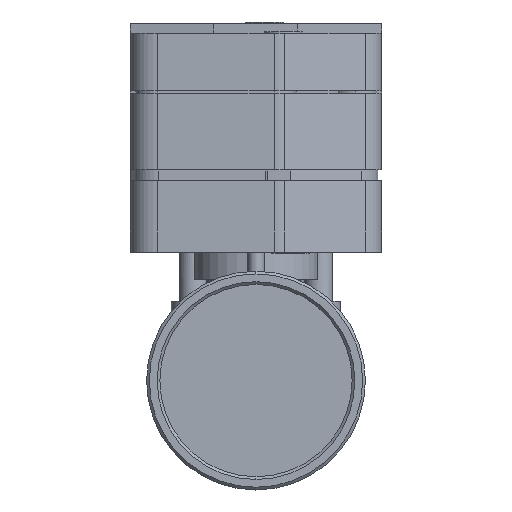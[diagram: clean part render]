
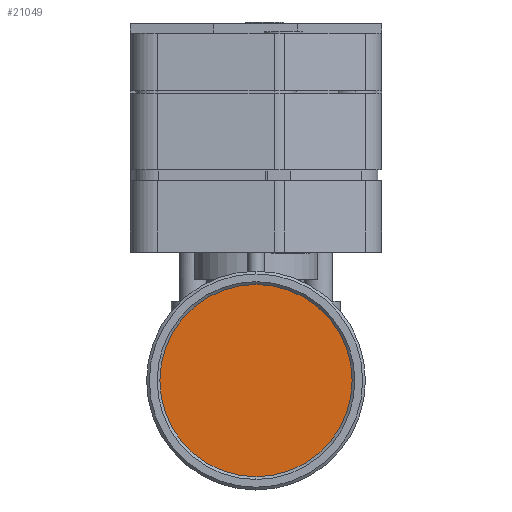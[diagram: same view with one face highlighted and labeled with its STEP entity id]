
A CAD part, left-side view. The second image highlights one B-rep face of the part: STEP entity #21049.
In plain terms, the highlighted planar face has unit normal (-1, 0, 0).
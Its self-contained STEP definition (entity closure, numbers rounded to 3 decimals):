
#6319=CARTESIAN_POINT('',(-67.,0.,
0.));
#6320=DIRECTION('',(-1.,0.,0.));
#6321=DIRECTION('',(0.,0.,-1.));
#6322=AXIS2_PLACEMENT_3D('',#6319,#6320,#6321);
#6324=CARTESIAN_POINT('',(-67.,0.,
0.));
#6325=DIRECTION('',(-1.,0.,0.));
#6326=DIRECTION('',(0.,0.,1.));
#6327=AXIS2_PLACEMENT_3D('',#6324,#6325,#6326);
#9729=CARTESIAN_POINT('',(-67.,0.,17.575));
#9730=CARTESIAN_POINT('',(-67.,0.,
-17.575));
#9731=VERTEX_POINT('',#9729);
#9732=VERTEX_POINT('',#9730);
#21039=CARTESIAN_POINT('',(-67.,0.,15.5));
#21040=DIRECTION('',(1.,0.,0.));
#21041=DIRECTION('',(0.,0.,1.));
#21042=AXIS2_PLACEMENT_3D('',#21039,#21040,#21041);
#21043=PLANE('',#21042);
#21045=ORIENTED_EDGE('',*,*,#21044,.F.);
#21046=ORIENTED_EDGE('',*,*,#21022,.F.);
#21047=EDGE_LOOP('',(#21045,#21046));
#21048=FACE_OUTER_BOUND('',#21047,.F.);
#6323=CIRCLE('',#6322,17.575);
#6328=CIRCLE('',#6327,17.575);
#21022=EDGE_CURVE('',#9731,#9732,#6328,.T.);
#21044=EDGE_CURVE('',#9732,#9731,#6323,.T.);
#21049=ADVANCED_FACE('',(#21048),#21043,.F.);
